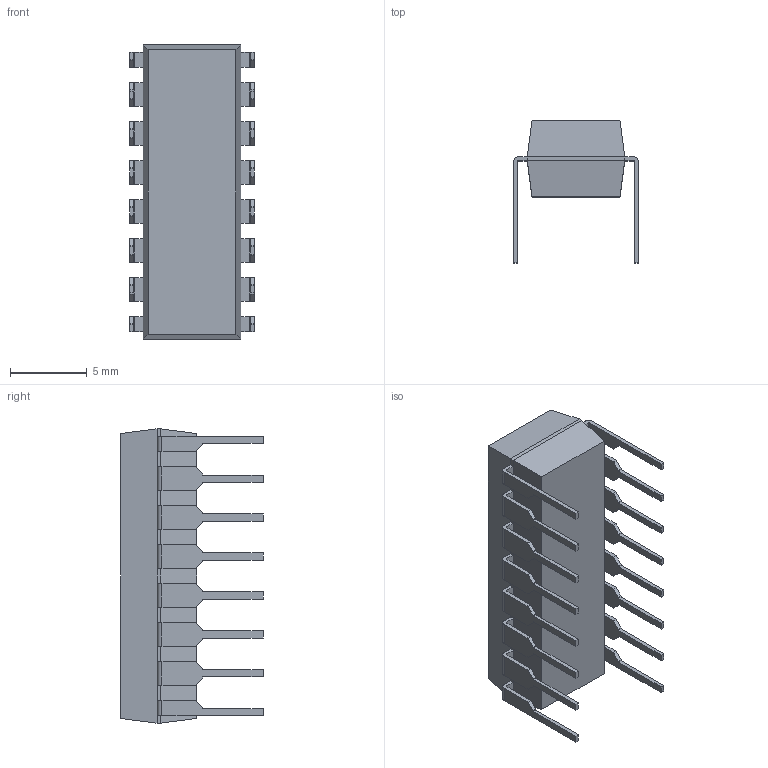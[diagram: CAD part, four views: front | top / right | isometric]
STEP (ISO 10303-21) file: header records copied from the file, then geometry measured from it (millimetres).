
FILE_DESCRIPTION (( 'STEP AP214' ), '1' );
FILE_NAME ('ULN2003A.STEP', '2023-04-18T02:18:41', ( '' ), ( '' ), 'SwSTEP 2.0', 'SolidWorks 2021', '' );
FILE_SCHEMA (( 'AUTOMOTIVE_DESIGN' ));
Length unit declared in the file: millimetre
Products named in the file (1): ULN2003A
Bounding box: 8.12 x 9.26 x 19.18 mm (x, y, z)
Volume: 591.2 mm3; surface area: 740.8 mm2
Topology: 17 solids, 17 shells, 262 faces, 674 edges, 446 vertices
Faces by surface type: plane 229, cylinder 33
Entity records: 8022 total; most frequent: CARTESIAN_POINT 1383, ORIENTED_EDGE 1348, DIRECTION 1266, EDGE_CURVE 674, LINE 608, VECTOR 608, VERTEX_POINT 446, AXIS2_PLACEMENT_3D 329
